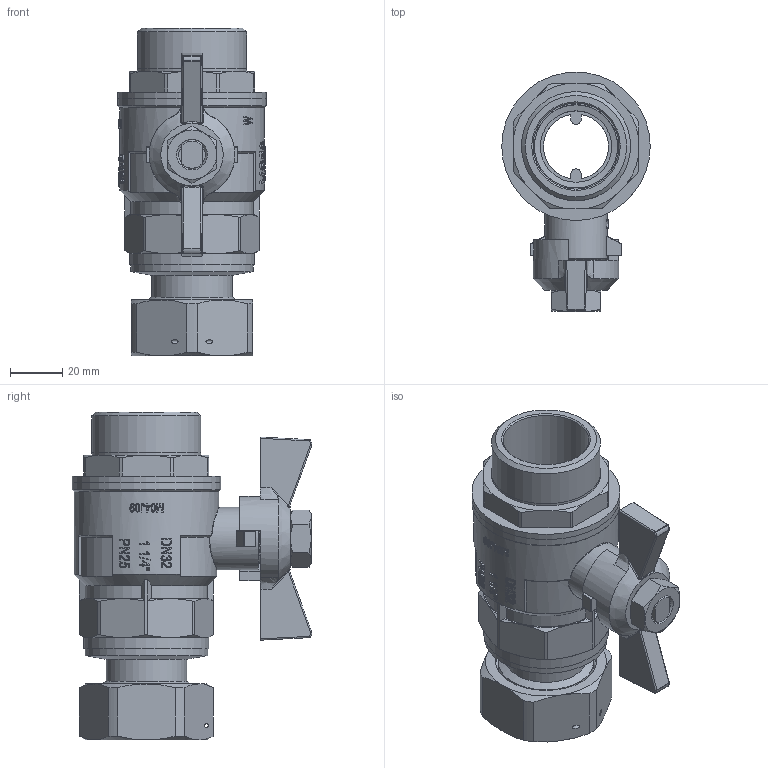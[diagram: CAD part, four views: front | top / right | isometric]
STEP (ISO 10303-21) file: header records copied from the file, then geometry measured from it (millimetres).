
FILE_DESCRIPTION(/* description */ ('Unknown'),/* implementation_level */ '2;1');
FILE_NAME(/* name */ '709-77k',/* time_stamp */ '2022-07-25T09:45:57+02:00',/* author */ ('Unknown'),/* organization */ ('Unknown'),/* preprocessor_version */ 'ST-DEVELOPER v16.7',/* originating_system */ 'Solid Edge',/* authorisation */ 'Unknown');
FILE_SCHEMA (('AUTOMOTIVE_DESIGN {1 0 10303 214 3 1 1}'));
Products named in the file (18): 709-77k; 610-1_1_4; 600-1_1_4-Spindel-co; 600-1_1_4-Spindel; 600-1_1_4-Spindeldichtung; 600-1_1_4-O-Ring; 600-1_1_4-Stopfbuchse; 610-1_1_4-Einschraubteil; 600-1_1_4-Kvrper; 600-1_1_4-Mutter-fl.g.; 725-77; 725-77-Stütze; StoppRing2; O-Ring3; 郻M_1 1_4; Sperr-Ring; 97000077-1 1_4; Flügelgriff 1_1_4 - 1 1_2
Assembly tree (17 placements, depth 4):
  709-77k
    610-1_1_4
      600-1_1_4-Spindel-co
        600-1_1_4-Spindel
        600-1_1_4-Spindeldichtung
        600-1_1_4-O-Ring
        600-1_1_4-Stopfbuchse
      610-1_1_4-Einschraubteil
      600-1_1_4-Kvrper
    600-1_1_4-Mutter-fl.g.
    725-77
      725-77-Stütze
      StoppRing2
      O-Ring3
      郻M_1 1_4
      Sperr-Ring
      97000077-1 1_4
    Flügelgriff 1_1_4 - 1 1_2
Bounding box: 57 x 92.02 x 125.9 mm (x, y, z)
Volume: 117171.8 mm3; surface area: 73517.9 mm2
Topology: 14 solids, 14 shells, 1417 faces, 3864 edges, 2530 vertices
Faces by surface type: plane 1121, cylinder 170, cone 83, bspline 21, sphere 18, torus 4
Full cylindrical faces by diameter (mm): 1.5 x1, 10 x1, 10.2 x1, 14 x2, 14.1 x2, 14.5 x1, 15 x1, 16 x1, 18 x1, 18.3 x1, 18.38 x1, 20 x1, 22 x1, 24 x1, 25 x1, 26 x1, 27.4 x1, 31 x1, 32 x2, 32.5 x1, 33 x1, 36.5 x1, 38 x1, 38.9 x3, 38.952 x2, 38.954 x2, 41.65 x1, 41.7 x1, 41.91 x3, 42 x2
Entity records: 60071 total; most frequent: CARTESIAN_POINT 13997, DIRECTION 8546, ORIENTED_EDGE 7474, EDGE_CURVE 3737, AXIS2_PLACEMENT_3D 3564, VERTEX_POINT 2502, ELLIPSE 1624, FACE_BOUND 1595
